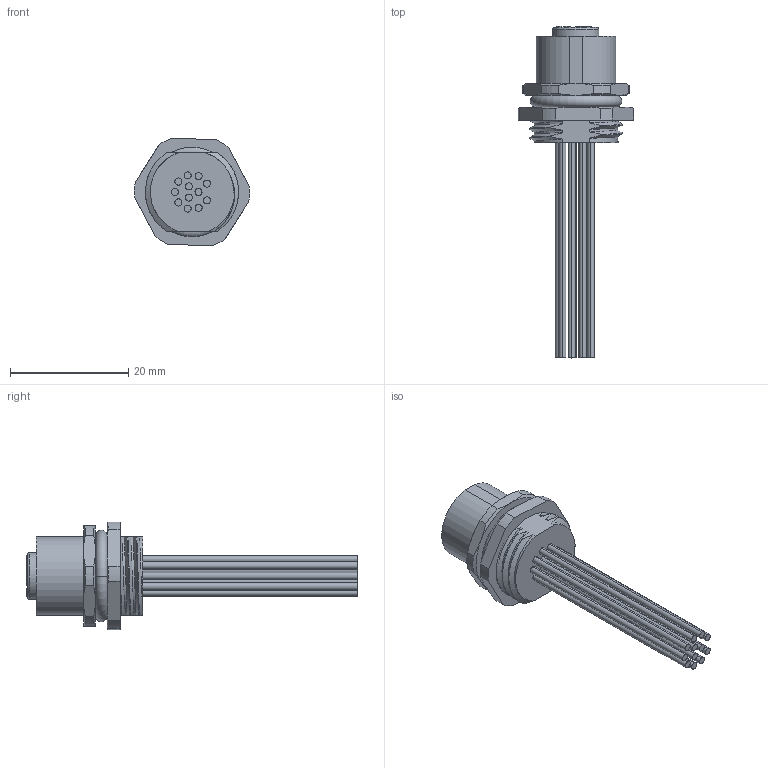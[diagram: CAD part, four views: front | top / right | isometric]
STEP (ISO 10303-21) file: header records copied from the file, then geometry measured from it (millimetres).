
FILE_DESCRIPTION((''),'2;1');
FILE_NAME('3D_ASM_2_ASM_1_SW0001','2024-01-23T',('12524'),(''),'PRO/ENGINEER BY PARAMETRIC TECHNOLOGY CORPORATION, 2012480','PRO/ENGINEER BY PARAMETRIC TECHNOLOGY CORPORATION, 2012480','');
FILE_SCHEMA(('CONFIG_CONTROL_DESIGN'));
Length unit declared in the file: millimetre
Products named in the file (1): 3D_ASM_2_ASM_1_SW0001
Bounding box: 19.5 x 56.25 x 18.27 mm (x, y, z)
Volume: 3392 mm3; surface area: 4148.3 mm2
Topology: 1 solids, 1 shells, 513 faces, 1374 edges, 908 vertices
Faces by surface type: extrusion 213, plane 137, cylinder 91, cone 39, bspline 17, torus 14, sphere 2
Entity records: 18901 total; most frequent: CARTESIAN_POINT 6962, ORIENTED_EDGE 2744, DIRECTION 1822, EDGE_CURVE 1372, VERTEX_POINT 908, VECTOR 786, B_SPLINE_CURVE_WITH_KNOTS 777, LINE 573
